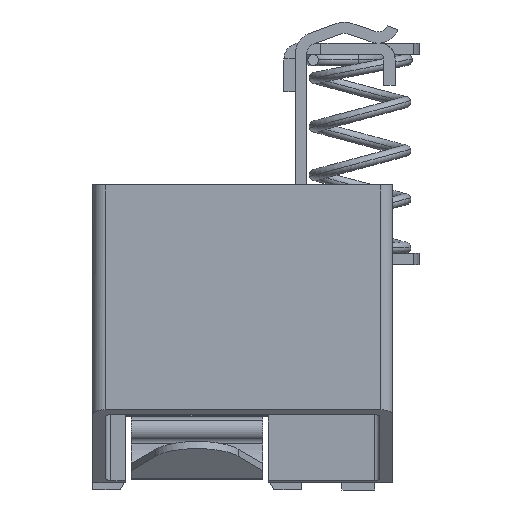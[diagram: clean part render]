
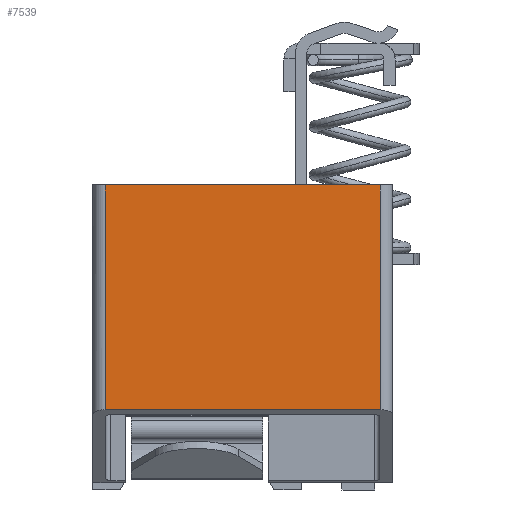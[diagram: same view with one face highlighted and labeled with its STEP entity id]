
A CAD part, front view. The second image highlights one B-rep face of the part: STEP entity #7539.
In plain terms, the highlighted planar face has unit normal (0, -1, 0).
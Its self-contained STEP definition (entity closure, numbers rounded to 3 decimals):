
#7531=AXIS2_PLACEMENT_3D('Plane Axis2P3D',#7528,#7529,#7530) ;
#3401=CARTESIAN_POINT('Vertex',(1.3,0.,8.564)) ;
#3528=CARTESIAN_POINT('Vertex',(30.7,0.,8.564)) ;
#3531=CARTESIAN_POINT('Line Origine',(16.,0.,8.564)) ;
#3566=CARTESIAN_POINT('Vertex',(1.3,0.,32.564)) ;
#3569=CARTESIAN_POINT('Line Origine',(1.3,0.,16.282)) ;
#3614=CARTESIAN_POINT('Line Origine',(16.,0.,32.564)) ;
#3618=CARTESIAN_POINT('Vertex',(30.7,0.,32.564)) ;
#7516=CARTESIAN_POINT('Line Origine',(30.7,0.,16.664)) ;
#7528=CARTESIAN_POINT('Axis2P3D Location',(16.,0.,8.564)) ;
#3532=DIRECTION('Vector Direction',(1.,0.,0.)) ;
#3570=DIRECTION('Vector Direction',(0.,0.,1.)) ;
#3615=DIRECTION('Vector Direction',(1.,0.,0.)) ;
#7517=DIRECTION('Vector Direction',(0.,0.,1.)) ;
#7529=DIRECTION('Axis2P3D Direction',(0.,1.,0.)) ;
#7530=DIRECTION('Axis2P3D XDirection',(0.,0.,1.)) ;
#3533=VECTOR('Line Direction',#3532,1.) ;
#3571=VECTOR('Line Direction',#3570,1.) ;
#3616=VECTOR('Line Direction',#3615,1.) ;
#7518=VECTOR('Line Direction',#7517,1.) ;
#7534=ORIENTED_EDGE('',*,*,#3573,.F.) ;
#7535=ORIENTED_EDGE('',*,*,#3535,.T.) ;
#7536=ORIENTED_EDGE('',*,*,#7520,.T.) ;
#7537=ORIENTED_EDGE('',*,*,#3620,.F.) ;
#7539=ADVANCED_FACE('V1',(#7538),#7532,.F.) ;
#3535=EDGE_CURVE('',#3402,#3529,#3534,.T.) ;
#3573=EDGE_CURVE('',#3402,#3567,#3572,.T.) ;
#3620=EDGE_CURVE('',#3567,#3619,#3617,.T.) ;
#7520=EDGE_CURVE('',#3529,#3619,#7519,.T.) ;
#7533=EDGE_LOOP('',(#7534,#7535,#7536,#7537)) ;
#7538=FACE_OUTER_BOUND('',#7533,.T.) ;
#3534=LINE('Line',#3531,#3533) ;
#3572=LINE('Line',#3569,#3571) ;
#3617=LINE('Line',#3614,#3616) ;
#7519=LINE('Line',#7516,#7518) ;
#7532=PLANE('',#7531) ;
#3402=VERTEX_POINT('',#3401) ;
#3529=VERTEX_POINT('',#3528) ;
#3567=VERTEX_POINT('',#3566) ;
#3619=VERTEX_POINT('',#3618) ;
